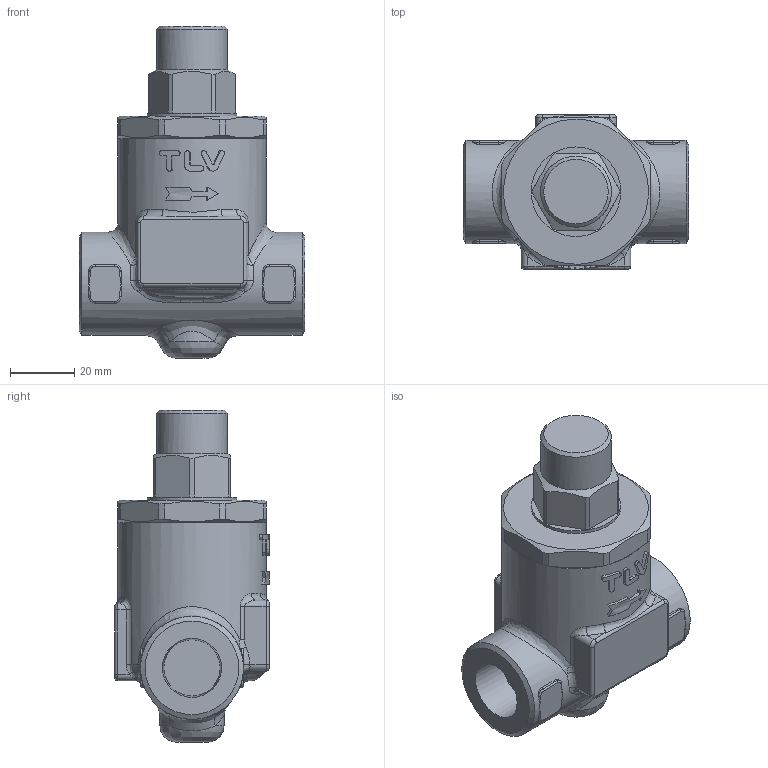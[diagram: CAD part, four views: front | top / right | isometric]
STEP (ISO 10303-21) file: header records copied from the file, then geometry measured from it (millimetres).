
FILE_DESCRIPTION((''),'2;1');
FILE_NAME('lex3t-010-screw-00.stp','2010-01-25T11:45:54',('nakaot'),(''),'Autodesk Inventor 2008','Autodesk Inventor 2008','');
FILE_SCHEMA(('AUTOMOTIVE_DESIGN { 1 0 10303 214 1 1 1 1 }'));
Length unit declared in the file: millimetre
Products named in the file (1): lex3t-010-screw-00
Bounding box: 70 x 48 x 103 mm (x, y, z)
Volume: 139647.2 mm3; surface area: 19742.4 mm2
Topology: 1 solids, 1 shells, 285 faces, 705 edges, 418 vertices
Faces by surface type: bspline 105, cylinder 87, plane 64, torus 23, cone 6
Full cylindrical faces by diameter (mm): 22 x1, 27.8 x1, 32 x1, 46 x1
Entity records: 18657 total; most frequent: CARTESIAN_POINT 12668, ORIENTED_EDGE 1314, DIRECTION 1105, EDGE_CURVE 657, AXIS2_PLACEMENT_3D 447, VERTEX_POINT 407, EDGE_LOOP 316, FACE_OUTER_BOUND 284
